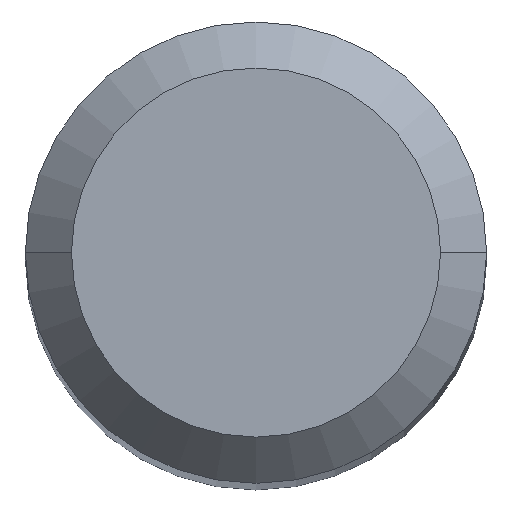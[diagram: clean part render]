
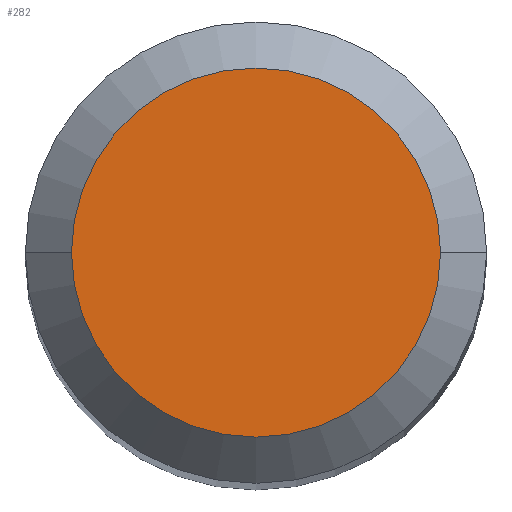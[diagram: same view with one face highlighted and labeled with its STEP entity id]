
A CAD part, top view. The second image highlights one B-rep face of the part: STEP entity #282.
In plain terms, the highlighted planar face has unit normal (0, 0, 1).
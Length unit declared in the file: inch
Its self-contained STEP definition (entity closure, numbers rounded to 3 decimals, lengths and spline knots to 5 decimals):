
#27 = DIRECTION ( 'NONE',  ( 0., 0., -1. ) ) ;
#30 = ORIENTED_EDGE ( 'NONE', *, *, #170, .T. ) ;
#46 = ORIENTED_EDGE ( 'NONE', *, *, #330, .T. ) ;
#69 = PLANE ( 'NONE',  #124 ) ;
#76 = VERTEX_POINT ( 'NONE', #354 ) ;
#124 = AXIS2_PLACEMENT_3D ( 'NONE', #225, #27, #275 ) ;
#136 = CIRCLE ( 'NONE', #279, 0.04724 ) ;
#142 = DIRECTION ( 'NONE',  ( 0., 0., 1. ) ) ;
#154 = CARTESIAN_POINT ( 'NONE',  ( -0.04724, 0., 0. ) ) ;
#170 = EDGE_CURVE ( 'NONE', #76, #360, #136, .T. ) ;
#207 = DIRECTION ( 'NONE',  ( 1., 0., 0. ) ) ;
#225 = CARTESIAN_POINT ( 'NONE',  ( 0., 0., 0. ) ) ;
#242 = EDGE_LOOP ( 'NONE', ( #46, #30 ) ) ;
#250 = DIRECTION ( 'NONE',  ( 0., 0., 1. ) ) ;
#275 = DIRECTION ( 'NONE',  ( -1., 0., 0. ) ) ;
#279 = AXIS2_PLACEMENT_3D ( 'NONE', #477, #250, #207 ) ;
#282 = ADVANCED_FACE ( 'NONE', ( #311 ), #69, .F. ) ;
#307 = DIRECTION ( 'NONE',  ( 1., 0., 0. ) ) ;
#311 = FACE_OUTER_BOUND ( 'NONE', #242, .T. ) ;
#330 = EDGE_CURVE ( 'NONE', #360, #76, #452, .T. ) ;
#345 = CARTESIAN_POINT ( 'NONE',  ( 0., 0., 0. ) ) ;
#354 = CARTESIAN_POINT ( 'NONE',  ( 0.04724, 0., 0. ) ) ;
#360 = VERTEX_POINT ( 'NONE', #154 ) ;
#423 = AXIS2_PLACEMENT_3D ( 'NONE', #345, #142, #307 ) ;
#452 = CIRCLE ( 'NONE', #423, 0.04724 ) ;
#477 = CARTESIAN_POINT ( 'NONE',  ( 0., 0., 0. ) ) ;
